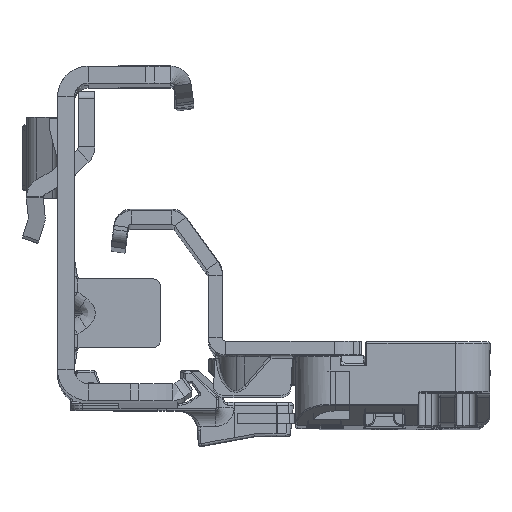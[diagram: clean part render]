
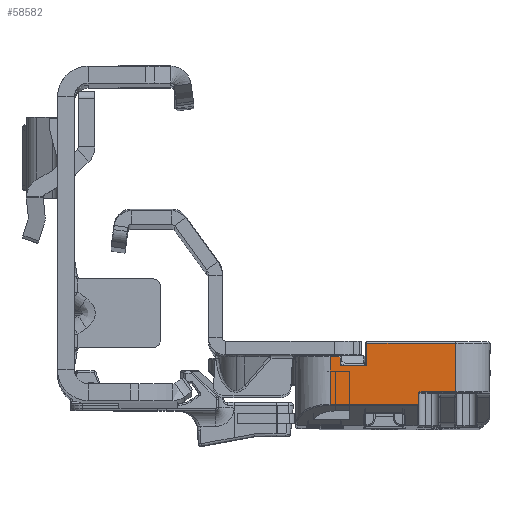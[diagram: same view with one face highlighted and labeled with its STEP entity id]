
A CAD part, top view. The second image highlights one B-rep face of the part: STEP entity #58582.
In plain terms, the highlighted face is planar.
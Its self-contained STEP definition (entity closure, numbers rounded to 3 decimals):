
#2486 = DIRECTION ( 'NONE',  ( 1., 0., 0. ) ) ;
#5528 = VECTOR ( 'NONE', #98773, 1000. ) ;
#6767 = LINE ( 'NONE', #46001, #17635 ) ;
#6947 = ORIENTED_EDGE ( 'NONE', *, *, #40279, .T. ) ;
#7254 = EDGE_CURVE ( 'NONE', #48005, #104334, #9756, .T. ) ;
#7954 = EDGE_CURVE ( 'NONE', #29045, #93804, #126322, .T. ) ;
#8679 = CARTESIAN_POINT ( 'NONE',  ( -8.3, -6.669, -284.5 ) ) ;
#9060 = CARTESIAN_POINT ( 'NONE',  ( -8.3, -6.669, -284.5 ) ) ;
#9099 = EDGE_CURVE ( 'NONE', #22577, #106780, #6767, .T. ) ;
#9756 = LINE ( 'NONE', #88280, #70791 ) ;
#11986 = ORIENTED_EDGE ( 'NONE', *, *, #7254, .T. ) ;
#15871 = DIRECTION ( 'NONE',  ( 0., 0., 1. ) ) ;
#17635 = VECTOR ( 'NONE', #85284, 1000. ) ;
#17751 = DIRECTION ( 'NONE',  ( 0., -1., 0. ) ) ;
#18164 = DIRECTION ( 'NONE',  ( 0., 1., 0. ) ) ;
#20257 = LINE ( 'NONE', #110330, #5528 ) ;
#21852 = VERTEX_POINT ( 'NONE', #35349 ) ;
#22392 = DIRECTION ( 'NONE',  ( 0., 1., 0. ) ) ;
#22577 = VERTEX_POINT ( 'NONE', #29847 ) ;
#22766 = ORIENTED_EDGE ( 'NONE', *, *, #7954, .T. ) ;
#25057 = CARTESIAN_POINT ( 'NONE',  ( -0.7, 2.1, -284.5 ) ) ;
#25377 = CARTESIAN_POINT ( 'NONE',  ( 4.6, 0.1, -284.5 ) ) ;
#26858 = EDGE_CURVE ( 'NONE', #22577, #21852, #106327, .T. ) ;
#27195 = DIRECTION ( 'NONE',  ( 0., -1., 0. ) ) ;
#27793 = ORIENTED_EDGE ( 'NONE', *, *, #79105, .T. ) ;
#29045 = VERTEX_POINT ( 'NONE', #106255 ) ;
#29730 = VERTEX_POINT ( 'NONE', #46521 ) ;
#29847 = CARTESIAN_POINT ( 'NONE',  ( -13.7, -5., -284.5 ) ) ;
#31321 = LINE ( 'NONE', #70546, #94549 ) ;
#35349 = CARTESIAN_POINT ( 'NONE',  ( -13.7, 2.1, -284.5 ) ) ;
#36694 = EDGE_CURVE ( 'NONE', #29730, #106780, #101456, .T. ) ;
#38133 = VECTOR ( 'NONE', #84871, 1000. ) ;
#40279 = EDGE_CURVE ( 'NONE', #104334, #104549, #20257, .T. ) ;
#46001 = CARTESIAN_POINT ( 'NONE',  ( -8.3, -5., -284.5 ) ) ;
#46521 = CARTESIAN_POINT ( 'NONE',  ( -8.3, -5.2, -284.5 ) ) ;
#46704 = CARTESIAN_POINT ( 'NONE',  ( 3.15, 0.1, -284.5 ) ) ;
#47695 = DIRECTION ( 'NONE',  ( 0., 1., 0. ) ) ;
#48005 = VERTEX_POINT ( 'NONE', #76929 ) ;
#50193 = VECTOR ( 'NONE', #22392, 1000. ) ;
#50748 = PLANE ( 'NONE',  #55025 ) ;
#51230 = DIRECTION ( 'NONE',  ( -1., 0., 0. ) ) ;
#51347 = ORIENTED_EDGE ( 'NONE', *, *, #67559, .T. ) ;
#52659 = VECTOR ( 'NONE', #17751, 1000. ) ;
#54984 = CARTESIAN_POINT ( 'NONE',  ( -13.7, 2., -284.5 ) ) ;
#55025 = AXIS2_PLACEMENT_3D ( 'NONE', #119007, #90662, #2486 ) ;
#58225 = LINE ( 'NONE', #68490, #52659 ) ;
#58582 = ADVANCED_FACE ( 'NONE', ( #91925 ), #50748, .F. ) ;
#58739 = LINE ( 'NONE', #117352, #112657 ) ;
#59672 = CARTESIAN_POINT ( 'NONE',  ( -0.75, -1.15, -284.5 ) ) ;
#65068 = CARTESIAN_POINT ( 'NONE',  ( -8.273, -6.785, -284.5 ) ) ;
#67362 = ORIENTED_EDGE ( 'NONE', *, *, #9099, .F. ) ;
#67559 = EDGE_CURVE ( 'NONE', #101942, #122799, #80746, .T. ) ;
#68490 = CARTESIAN_POINT ( 'NONE',  ( -8.3, 0., -284.5 ) ) ;
#69701 = VERTEX_POINT ( 'NONE', #109255 ) ;
#70546 = CARTESIAN_POINT ( 'NONE',  ( -8.3, -6.785, -284.5 ) ) ;
#70791 = VECTOR ( 'NONE', #18164, 1000. ) ;
#72538 = LINE ( 'NONE', #73159, #50193 ) ;
#73159 = CARTESIAN_POINT ( 'NONE',  ( 4.6, -242.444, -284.5 ) ) ;
#74573 = VECTOR ( 'NONE', #47695, 1000. ) ;
#76929 = CARTESIAN_POINT ( 'NONE',  ( 3.15, -1.15, -284.5 ) ) ;
#78102 = EDGE_CURVE ( 'NONE', #29730, #122799, #58225, .T. ) ;
#79105 = EDGE_CURVE ( 'NONE', #21852, #29045, #93289, .T. ) ;
#80746 =( BOUNDED_CURVE ( )  B_SPLINE_CURVE ( 3, ( #65068, #95981, #97260, #9060 ),
 .UNSPECIFIED., .F., .F. ) 
 B_SPLINE_CURVE_WITH_KNOTS ( ( 4, 4 ),
 ( 1.047, 1.571 ),
 .UNSPECIFIED. ) 
 CURVE ( )  GEOMETRIC_REPRESENTATION_ITEM ( )  RATIONAL_B_SPLINE_CURVE ( ( 1., 0.977, 0.977, 1. ) ) 
 REPRESENTATION_ITEM ( '' )  );
#81066 = ORIENTED_EDGE ( 'NONE', *, *, #78102, .F. ) ;
#82805 = EDGE_CURVE ( 'NONE', #69701, #101942, #31321, .T. ) ;
#84871 = DIRECTION ( 'NONE',  ( 1., 0., 0. ) ) ;
#85284 = DIRECTION ( 'NONE',  ( 1., 0., 0. ) ) ;
#88280 = CARTESIAN_POINT ( 'NONE',  ( 3.15, 0.1, -284.5 ) ) ;
#88922 = CARTESIAN_POINT ( 'NONE',  ( -0.75, -0.9, -284.5 ) ) ;
#90662 = DIRECTION ( 'NONE',  ( 0., 0., 1. ) ) ;
#91925 = FACE_OUTER_BOUND ( 'NONE', #93969, .T. ) ;
#93169 = AXIS2_PLACEMENT_3D ( 'NONE', #125896, #15871, #114359 ) ;
#93289 = LINE ( 'NONE', #25057, #38133 ) ;
#93804 = VERTEX_POINT ( 'NONE', #59672 ) ;
#93969 = EDGE_LOOP ( 'NONE', ( #114011, #11986, #6947, #118374, #115156, #51347, #81066, #115486, #67362, #124146, #27793, #22766 ) ) ;
#94549 = VECTOR ( 'NONE', #51230, 1000. ) ;
#95981 = CARTESIAN_POINT ( 'NONE',  ( -8.291, -6.749, -284.5 ) ) ;
#97260 = CARTESIAN_POINT ( 'NONE',  ( -8.3, -6.71, -284.5 ) ) ;
#98040 = DIRECTION ( 'NONE',  ( 1., 0., 0. ) ) ;
#98773 = DIRECTION ( 'NONE',  ( 1., 0., 0. ) ) ;
#100255 = EDGE_CURVE ( 'NONE', #69701, #104549, #72538, .T. ) ;
#101456 = CIRCLE ( 'NONE', #93169, 0.2 ) ;
#101942 = VERTEX_POINT ( 'NONE', #103546 ) ;
#103546 = CARTESIAN_POINT ( 'NONE',  ( -8.273, -6.785, -284.5 ) ) ;
#103746 = EDGE_CURVE ( 'NONE', #93804, #48005, #58739, .T. ) ;
#104334 = VERTEX_POINT ( 'NONE', #46704 ) ;
#104549 = VERTEX_POINT ( 'NONE', #25377 ) ;
#106255 = CARTESIAN_POINT ( 'NONE',  ( -0.75, 2.1, -284.5 ) ) ;
#106327 = LINE ( 'NONE', #54984, #74573 ) ;
#106780 = VERTEX_POINT ( 'NONE', #122735 ) ;
#109255 = CARTESIAN_POINT ( 'NONE',  ( 4.6, -6.785, -284.5 ) ) ;
#110330 = CARTESIAN_POINT ( 'NONE',  ( 4.6, 0.1, -284.5 ) ) ;
#112657 = VECTOR ( 'NONE', #98040, 1000. ) ;
#114011 = ORIENTED_EDGE ( 'NONE', *, *, #103746, .T. ) ;
#114359 = DIRECTION ( 'NONE',  ( 1., 0., 0. ) ) ;
#115156 = ORIENTED_EDGE ( 'NONE', *, *, #82805, .T. ) ;
#115486 = ORIENTED_EDGE ( 'NONE', *, *, #36694, .T. ) ;
#117352 = CARTESIAN_POINT ( 'NONE',  ( 19.8, -1.15, -284.5 ) ) ;
#118139 = VECTOR ( 'NONE', #27195, 1000. ) ;
#118374 = ORIENTED_EDGE ( 'NONE', *, *, #100255, .F. ) ;
#119007 = CARTESIAN_POINT ( 'NONE',  ( 19.8, 2.6, -284.5 ) ) ;
#122735 = CARTESIAN_POINT ( 'NONE',  ( -8.5, -5., -284.5 ) ) ;
#122799 = VERTEX_POINT ( 'NONE', #8679 ) ;
#124146 = ORIENTED_EDGE ( 'NONE', *, *, #26858, .T. ) ;
#125896 = CARTESIAN_POINT ( 'NONE',  ( -8.5, -5.2, -284.5 ) ) ;
#126322 = LINE ( 'NONE', #88922, #118139 ) ;
